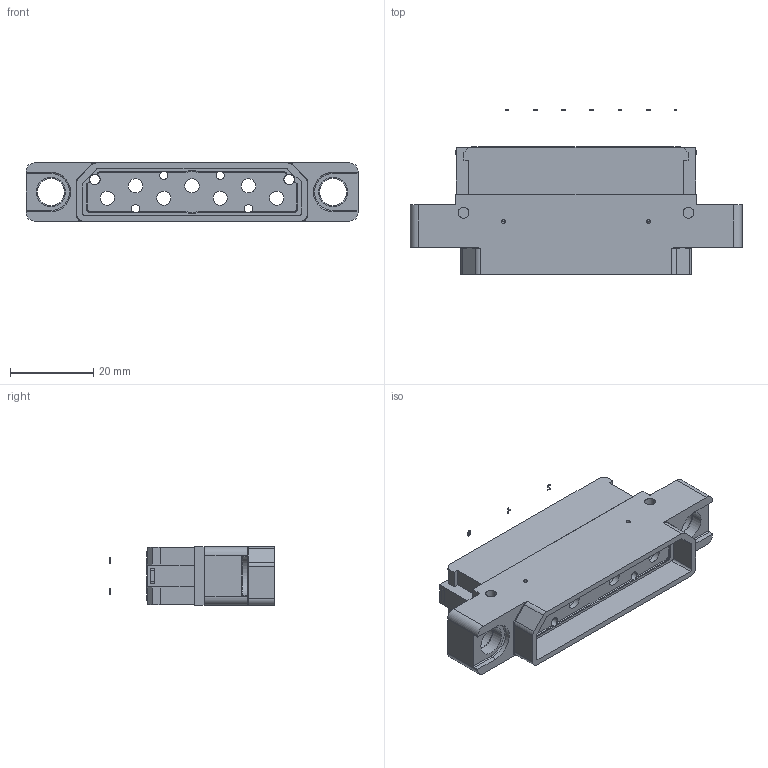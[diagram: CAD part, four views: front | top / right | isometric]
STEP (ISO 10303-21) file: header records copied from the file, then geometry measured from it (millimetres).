
FILE_DESCRIPTION((''),'2;1');
FILE_NAME('1900ND16P1X00C','2019-10-28T',('presta_be4'),(''),'CREO PARAMETRIC BY PTC INC, 2018360','CREO PARAMETRIC BY PTC INC, 2018360','');
FILE_SCHEMA(('CONFIG_CONTROL_DESIGN'));
Length unit declared in the file: millimetre
Products named in the file (1): 1900ND16P1X00C
Bounding box: 80 x 39.7 x 14 mm (x, y, z)
Volume: 14992.1 mm3; surface area: 15494.7 mm2
Topology: 8 solids, 8 shells, 971 faces, 2636 edges, 1729 vertices
Faces by surface type: plane 687, cylinder 183, cone 76, torus 20, bspline 5
Entity records: 30912 total; most frequent: CARTESIAN_POINT 5938, ORIENTED_EDGE 5260, DIRECTION 5004, EDGE_CURVE 2630, VECTOR 2082, LINE 2082, VERTEX_POINT 1726, AXIS2_PLACEMENT_3D 1461
